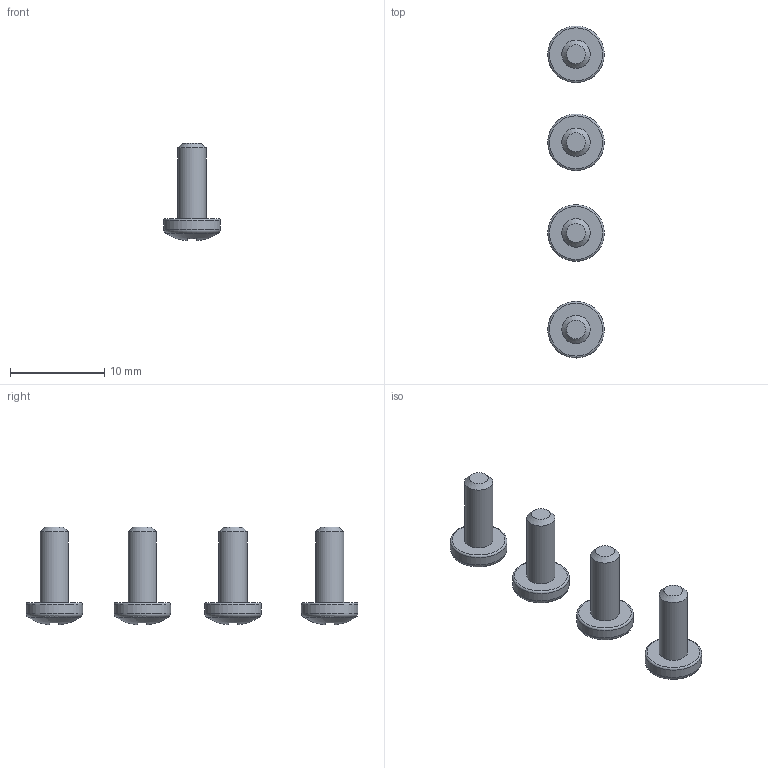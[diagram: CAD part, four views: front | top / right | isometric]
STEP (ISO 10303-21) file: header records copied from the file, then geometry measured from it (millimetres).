
FILE_DESCRIPTION((''),'2;1');
FILE_NAME('96700000_B-FP-SHR.stp','2013-02-04T11:36:16',('Watermann'),(''),'Autodesk Inventor 2013','Autodesk Inventor 2013','');
FILE_SCHEMA(('AUTOMOTIVE_DESIGN { 1 0 10303 214 1 1 1 1 }'));
Length unit declared in the file: millimetre
Products named in the file (2): Baugruppe4; SHR Z M3X8 DIN 7985 A2 OG_3DSYM
Assembly tree (4 placements, depth 2):
  Baugruppe4
    SHR Z M3X8 DIN 7985 A2 OG_3DSYM  x4
Bounding box: 6 x 35.18 x 10.35 mm (x, y, z)
Volume: 413.5 mm3; surface area: 688.4 mm2
Topology: 4 solids, 4 shells, 84 faces, 204 edges, 132 vertices
Faces by surface type: plane 60, torus 8, cylinder 8, sphere 4, cone 4
Full cylindrical faces by diameter (mm): 3 x4, 6 x4
Entity records: 656 total; most frequent: DIRECTION 116, CARTESIAN_POINT 101, ORIENTED_EDGE 86, AXIS2_PLACEMENT_3D 46, EDGE_CURVE 43, VERTEX_POINT 31, EDGE_LOOP 28, VECTOR 24
